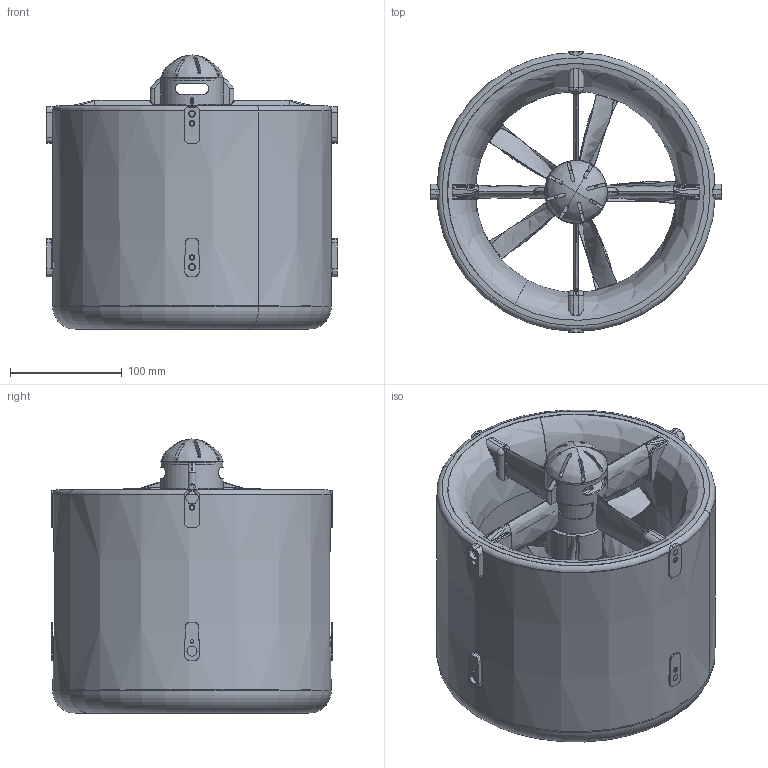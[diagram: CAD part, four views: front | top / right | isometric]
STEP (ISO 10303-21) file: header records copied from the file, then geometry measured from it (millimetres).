
FILE_DESCRIPTION(('CATIA V5 STEP Exchange'),'2;1');
FILE_NAME('','2018-02-07T17:21:00+00:00',('none'),('none'),'','','none');
FILE_SCHEMA(('CONFIG_CONTROL_DESIGN'));
Length unit declared in the file: millimetre
Products named in the file (8): Athena V1.53 WIP; SHR3A002; STR1A002; PRO1A001; SNW3A001; STR2A002; PRO2A001; SNW3A002
Assembly tree (77 placements, depth 4):
  Athena V1.53 WIP
    SHR3A002
      #66  x2
      #2762
      #3720  x2
      #4675  x2
      #5366
      #6144
      #6981  x2
      #8064
      #9508
      #10748  x2
      #12701  x2
    STR1A002
      #14875
      #27113
      PRO1A001
        #27636
        #30245  x5
      #33922
      #40680
      SNW3A001
        #40711  x8
        #40839  x4
      #40920
    STR2A002
      #14875
      #27113
      PRO2A001
        #41002
        #43472  x5
      #33922
      #40680
      SNW3A001
        #40711  x8
        #40839  x4
      #40920
    SNW3A002
      #47403  x8
      #47531  x4
      #47599  x4
    #47680  x2
Bounding box: 260 x 252 x 245.37 mm (x, y, z)
Volume: 643473.1 mm3; surface area: 817800.9 mm2
Topology: 35 solids, 39 shells, 1801 faces, 4835 edges, 3122 vertices
Faces by surface type: cylinder 711, plane 649, bspline 218, extrusion 100, torus 77, revolution 24, cone 14, sphere 8
Entity records: 47553 total; most frequent: CARTESIAN_POINT 24769, ORIENTED_EDGE 5270, DIRECTION 3258, EDGE_CURVE 2635, VERTEX_POINT 1707, AXIS2_PLACEMENT_3D 1354, VECTOR 1148, EDGE_LOOP 1102
